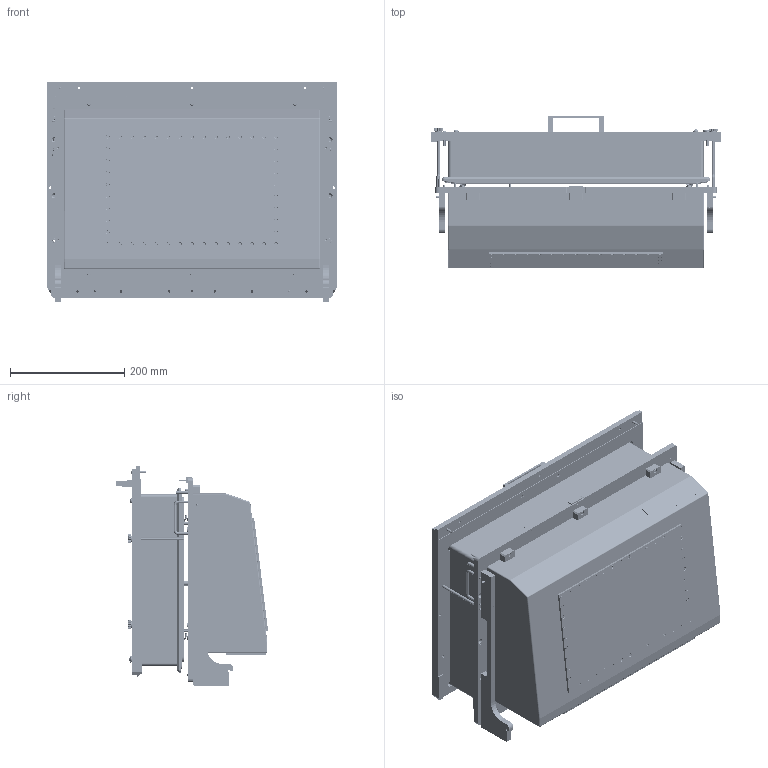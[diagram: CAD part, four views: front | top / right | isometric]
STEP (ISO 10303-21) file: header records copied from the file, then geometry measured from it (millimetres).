
FILE_DESCRIPTION (( 'STEP AP214' ), '1' );
FILE_NAME ('INGUN_154013.STEP', '2025-12-01T07:59:15', ( '' ), ( '' ), 'SwSTEP 2.0', 'SolidWorks 2023', '' );
FILE_SCHEMA (( 'AUTOMOTIVE_DESIGN' ));
Length unit declared in the file: millimetre
Products named in the file (76): 117001~0_S; 115171~0_S; 116948~0_S; ISO7380~n_M03,0x005; 32917~1_S; ISO7380~n_M03,0x008; 1598~0; DIN7991~n_M03,0x010; DIN912~n_M03,0x012; 35419~0; 115042~0_S; 112524~0_S; 41369~1_S; 107905~0_S; DIN7991~n_M04,0x010; Gewindebuchse~n_M05-03,9 offen; 4823~0; DIN7991~n_M03,0x008; INGUN_154013; INFO_4562~3_Typenschild 1010; 1607~1; 112378~4; 5015~0; 41899~3_flexiebel <S>; DIN912~n_M05,0x090; 111939~3_S; 115170~0_S; 116783~1_S; 32293~1_S; 111902~2_S; 116947~0; DIN912~n_M03,0x008; 2528~0; 116737~0_S; 53731~0; 116726~1_S; 112073~3_S; 3917~3_M 3 A; DIN6325~n_04,0m6x016; 43627~0_Hub 16mm<Standard> ...
Assembly tree (256 placements, depth 5):
  INGUN_154013
    117000~0
      112375~8_S
      116949~0_S
        111983~2
        111938~2_S
        32914~3_S
        32915~3_S
        111939~3_S
        32917~1_S  x2
        32918~2_S  x2
        116737~0_S  x6
        116726~1_S  x6
        DIN7991~n_M03,0x008  x84
        DIN7991~n_M03,0x006  x8
        DIN912~n_M03,0x008  x12
        15148~0  x12
      116947~0
        112524~0_S
          112524~0_S
          Gewindebuchse~n_M04-04,5 offen  x4
        112525~3_S
          112525~3
          Gewindebuchse~n_M05-03,9 offen  x2
        35419~0  x4
        2196~7  x2
        2229~6  x2
        43627~0_Hub 16mm<Standard>  x4
        41899~3_flexiebel <S>
          KS-113-Master__ADA~ks_KS-113 23
          GKS-114-0015__ADA~gks_Hub = 08,0 <S>
          53731~0
          3917~3_M 3 A
        2528~0  x4
        ISO7380~n_M04,0x010  x2
        DIN7991~n_M04,0x010  x4
      111902~2_S  x2
      32293~1_S
      1598~0  x2
      116948~0_S  x2
      112376~0_<S> 112376_1527
      116921~0_<S> 116921_1450_13
      112376~0_<S> 112376_1471
      DIN912~n_M03,0x012  x10
      DIN6325~n_04,0m6x016  x2
      DIN912~n_M04,0x012  x4
      DIN7991~n_M03,0x010
      DIN6325~n_06,0m6x030
      DIN6325~n_03,0m6x016
      DIN6325~n_04,0m6x012
      DIN6325~n_03,0m6x024
      INFO_4562~3_Typenschild 1010
      115605~0_S
    117001~0_S
      112073~3_S
      112069~7_S
      112378~4
      1607~1
      5015~0
      48213~0_S
Bounding box: 506 x 265.79 x 382.75 mm (x, y, z)
Volume: 6486251.1 mm3; surface area: 2954146.5 mm2
Topology: 253 solids, 253 shells, 10275 faces, 26168 edges, 16732 vertices
Faces by surface type: cylinder 5429, plane 3236, cone 1384, torus 128, bspline 60, sphere 38
Entity records: 150020 total; most frequent: CARTESIAN_POINT 28619, DIRECTION 24294, ORIENTED_EDGE 21400, EDGE_CURVE 10700, AXIS2_PLACEMENT_3D 9383, VERTEX_POINT 6896, EDGE_LOOP 5656, LINE 5528
